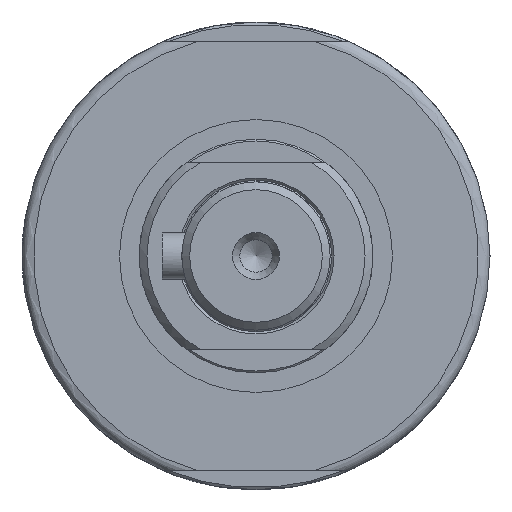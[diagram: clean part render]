
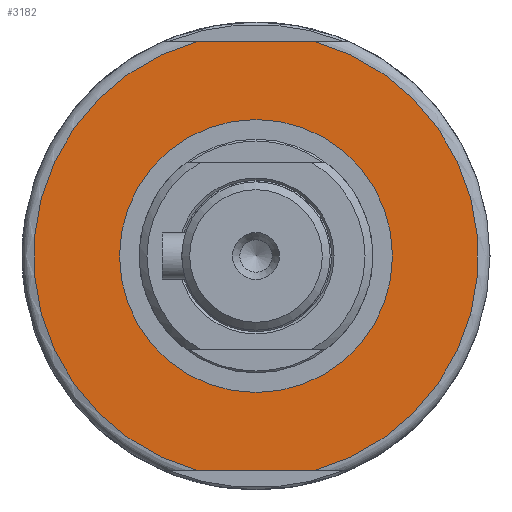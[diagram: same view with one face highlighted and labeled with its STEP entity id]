
A CAD part, left-side view. The second image highlights one B-rep face of the part: STEP entity #3182.
In plain terms, the highlighted planar face has unit normal (-1, 0, 0).
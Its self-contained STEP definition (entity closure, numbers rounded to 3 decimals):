
#249=LINE('',#5834,#403);
#250=LINE('',#5835,#404);
#403=VECTOR('',#4469,10.);
#404=VECTOR('',#4470,10.);
#508=FACE_BOUND('',#837,.T.);
#642=FACE_OUTER_BOUND('',#836,.T.);
#836=EDGE_LOOP('',(#2610,#2611,#2612,#2613));
#837=EDGE_LOOP('',(#2614,#2615));
#1079=CIRCLE('',#3570,17.5);
#1080=CIRCLE('',#3571,17.5);
#1090=CIRCLE('',#3584,28.5);
#1093=CIRCLE('',#3588,28.5);
#1386=VERTEX_POINT('',#5736);
#1387=VERTEX_POINT('',#5738);
#1398=VERTEX_POINT('',#5765);
#1399=VERTEX_POINT('',#5780);
#1401=VERTEX_POINT('',#5799);
#1404=VERTEX_POINT('',#5817);
#1809=EDGE_CURVE('',#1387,#1386,#1079,.T.);
#1810=EDGE_CURVE('',#1386,#1387,#1080,.T.);
#1823=EDGE_CURVE('',#1398,#1399,#1090,.T.);
#1829=EDGE_CURVE('',#1404,#1401,#1093,.T.);
#1830=EDGE_CURVE('',#1398,#1401,#249,.T.);
#1831=EDGE_CURVE('',#1404,#1399,#250,.T.);
#2610=ORIENTED_EDGE('',*,*,#1830,.T.);
#2611=ORIENTED_EDGE('',*,*,#1829,.F.);
#2612=ORIENTED_EDGE('',*,*,#1831,.T.);
#2613=ORIENTED_EDGE('',*,*,#1823,.F.);
#2614=ORIENTED_EDGE('',*,*,#1809,.T.);
#2615=ORIENTED_EDGE('',*,*,#1810,.T.);
#2871=PLANE('',#3589);
#3182=ADVANCED_FACE('',(#642,#508),#2871,.T.);
#3570=AXIS2_PLACEMENT_3D('',#5739,#4427,#4428);
#3571=AXIS2_PLACEMENT_3D('',#5740,#4429,#4430);
#3584=AXIS2_PLACEMENT_3D('',#5781,#4457,#4458);
#3588=AXIS2_PLACEMENT_3D('',#5832,#4465,#4466);
#3589=AXIS2_PLACEMENT_3D('',#5833,#4467,#4468);
#4427=DIRECTION('center_axis',(1.,0.,0.));
#4428=DIRECTION('ref_axis',(0.,-1.,0.));
#4429=DIRECTION('center_axis',(1.,0.,0.));
#4430=DIRECTION('ref_axis',(0.,-1.,0.));
#4457=DIRECTION('center_axis',(1.,0.,0.));
#4458=DIRECTION('ref_axis',(0.,-1.,0.));
#4465=DIRECTION('center_axis',(1.,0.,0.));
#4466=DIRECTION('ref_axis',(0.,-1.,0.));
#4467=DIRECTION('center_axis',(-1.,0.,0.));
#4468=DIRECTION('ref_axis',(0.,0.,-1.));
#4469=DIRECTION('',(0.,-1.,0.));
#4470=DIRECTION('',(0.,1.,0.));
#5736=CARTESIAN_POINT('',(-168.5,17.5,0.));
#5738=CARTESIAN_POINT('',(-168.5,-17.5,0.));
#5739=CARTESIAN_POINT('Origin',(-168.5,0.,0.));
#5740=CARTESIAN_POINT('Origin',(-168.5,0.,0.));
#5765=CARTESIAN_POINT('',(-168.5,7.483,-27.5));
#5780=CARTESIAN_POINT('',(-168.5,7.483,27.5));
#5781=CARTESIAN_POINT('Origin',(-168.5,0.,0.));
#5799=CARTESIAN_POINT('',(-168.5,-7.483,-27.5));
#5817=CARTESIAN_POINT('',(-168.5,-7.483,27.5));
#5832=CARTESIAN_POINT('Origin',(-168.5,0.,0.));
#5833=CARTESIAN_POINT('Origin',(-168.5,-23.,0.));
#5834=CARTESIAN_POINT('',(-168.5,-24.063,-27.5));
#5835=CARTESIAN_POINT('',(-168.5,1.553,27.5));
